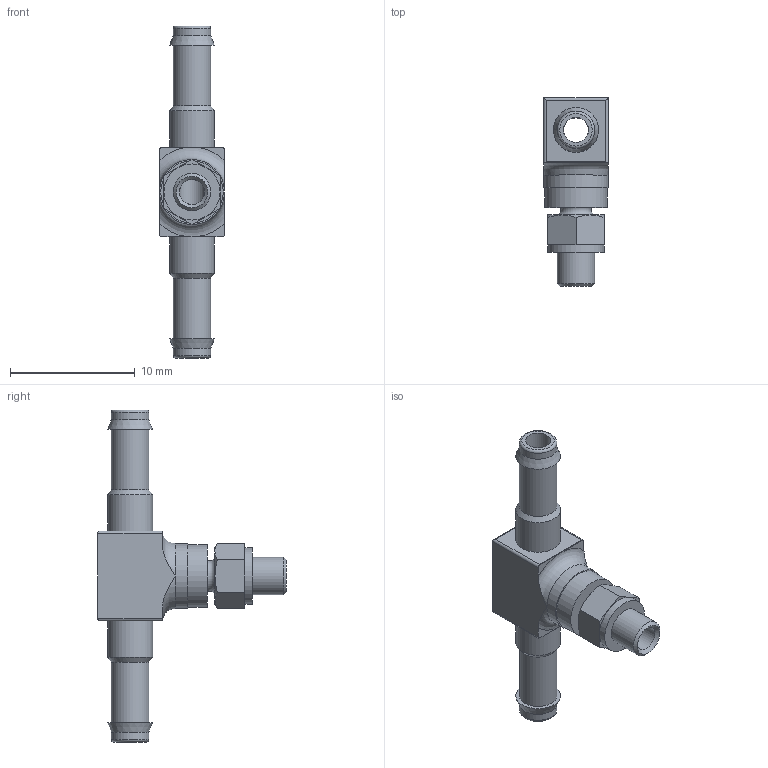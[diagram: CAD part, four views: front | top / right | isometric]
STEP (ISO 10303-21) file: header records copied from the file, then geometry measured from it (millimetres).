
FILE_DESCRIPTION(/* description */ ('STEP AP214'),/* implementation_level */ '2;1');
FILE_NAME(/* name */ '30983_TCN-M3-PK-3',/* time_stamp */ '2024-09-15T15:32:32+02:00',/* author */ ('License CC BY-ND 4.0'),/* organization */ ('CADENAS'),/* preprocessor_version */ 'ST-DEVELOPER v19.3',/* originating_system */ 'PARTsolutions',/* authorisation */ ' ');
FILE_SCHEMA (('AUTOMOTIVE_DESIGN {1 0 10303 214 3 1 1}'));
Length unit declared in the file: millimetre
Products named in the file (1): 30983 TCN-M3-PK-3
Bounding box: 5.2 x 15.12 x 26.6 mm (x, y, z)
Volume: 383 mm3; surface area: 777.6 mm2
Topology: 1 solids, 1 shells, 66 faces, 145 edges, 87 vertices
Faces by surface type: plane 29, cylinder 20, cone 12, torus 5
Full cylindrical faces by diameter (mm): 2 x2, 3 x5, 3.6 x2, 4.5 x1, 5 x1, 5.2 x1
Entity records: 1720 total; most frequent: CARTESIAN_POINT 329, DIRECTION 296, ORIENTED_EDGE 240, AXIS2_PLACEMENT_3D 127, EDGE_CURVE 120, EDGE_LOOP 98, FACE_BOUND 98, VERTEX_POINT 84
